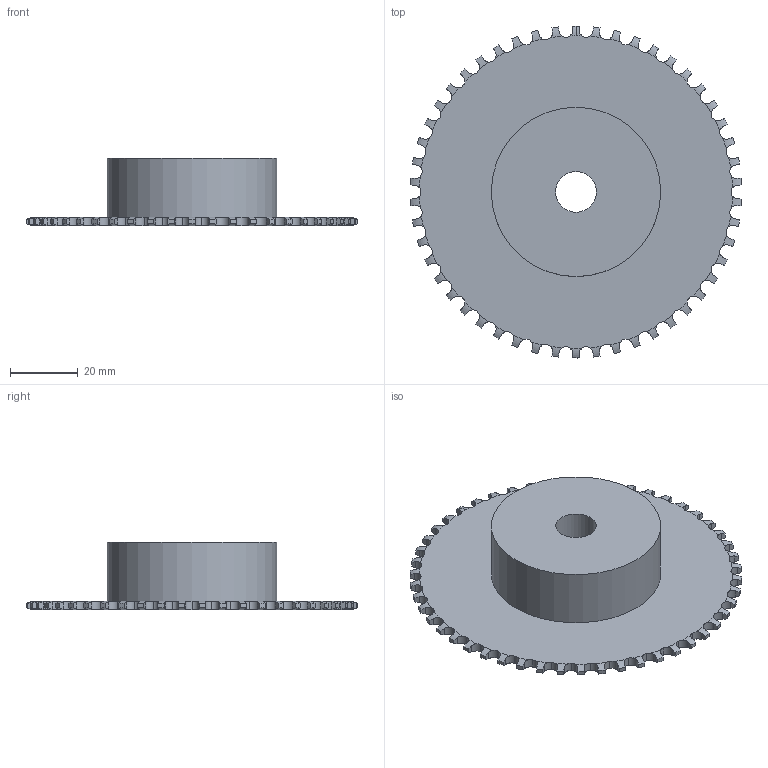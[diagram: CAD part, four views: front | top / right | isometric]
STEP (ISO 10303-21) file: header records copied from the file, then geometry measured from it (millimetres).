
FILE_DESCRIPTION(('FreeCAD Model'),'2;1');
FILE_NAME('Open CASCADE Shape Model','2021-02-25T16:02:07',( 'Simone Bignetti'),(''),'Open CASCADE STEP processor 7.4','FreeCAD', 'Unknown');
FILE_SCHEMA(('AUTOMOTIVE_DESIGN { 1 0 10303 214 1 1 1 1 }'));
Length unit declared in the file: millimetre
Products named in the file (1): Hole
Bounding box: 97.91 x 98 x 20 mm (x, y, z)
Volume: 49923.9 mm3; surface area: 18356 mm2
Topology: 1 solids, 1 shells, 357 faces, 1162 edges, 808 vertices
Faces by surface type: cylinder 252, revolution 102, plane 3
Full cylindrical faces by diameter (mm): 12 x1, 50 x1
Entity records: 42475 total; most frequent: CARTESIAN_POINT 21572, DIRECTION 3411, ORIENTED_EDGE 2324, PCURVE 2324, DEFINITIONAL_REPRESENTATION 2324, LINE 1370, VECTOR 1370, B_SPLINE_CURVE_WITH_KNOTS 1200
